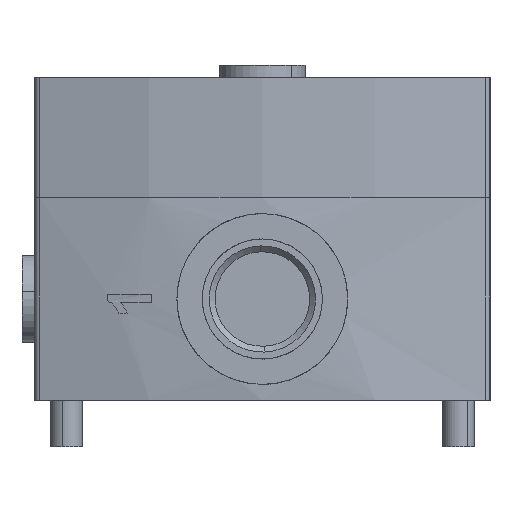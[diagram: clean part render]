
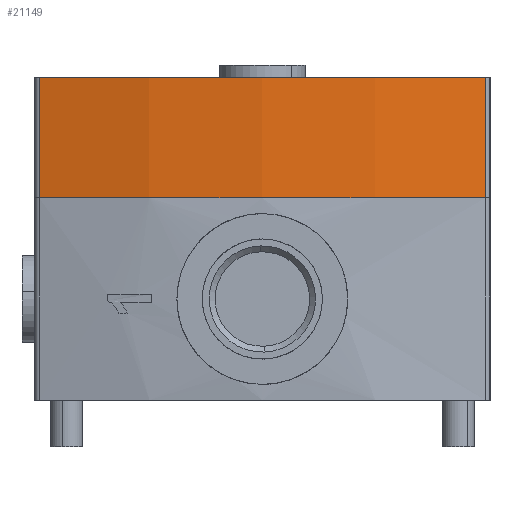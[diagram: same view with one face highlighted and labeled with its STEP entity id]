
A CAD part, left-side view. The second image highlights one B-rep face of the part: STEP entity #21149.
In plain terms, the highlighted cylindrical face has radius 120 mm (diameter 240 mm), a partial arc.
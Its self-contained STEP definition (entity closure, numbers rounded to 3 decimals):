
#28 = AXIS2_PLACEMENT_3D ( 'NONE', #17931, #26001, #6600 ) ;
#153 = CARTESIAN_POINT ( 'NONE',  ( -7.956, 35.294, -38.788 ) ) ;
#1288 = AXIS2_PLACEMENT_3D ( 'NONE', #2089, #10731, #27993 ) ;
#1354 = CARTESIAN_POINT ( 'NONE',  ( -7.956, -35.294, 32. ) ) ;
#1596 = DIRECTION ( 'NONE',  ( 0., 0., 1. ) ) ;
#2089 = CARTESIAN_POINT ( 'NONE',  ( 106.737, 0., 32. ) ) ;
#2378 = CARTESIAN_POINT ( 'NONE',  ( -7.956, -35.294, 51. ) ) ;
#2526 = ORIENTED_EDGE ( 'NONE', *, *, #25533, .T. ) ;
#2712 = VECTOR ( 'NONE', #27214, 1000. ) ;
#4152 = DIRECTION ( 'NONE',  ( 1., 0., 0. ) ) ;
#4471 = CYLINDRICAL_SURFACE ( 'NONE', #28, 120. ) ;
#5689 = LINE ( 'NONE', #7819, #2712 ) ;
#6594 = CIRCLE ( 'NONE', #15209, 120. ) ;
#6600 = DIRECTION ( 'NONE',  ( 1., 0., 0. ) ) ;
#6611 = EDGE_CURVE ( 'NONE', #18383, #20890, #6594, .T. ) ;
#7819 = CARTESIAN_POINT ( 'NONE',  ( -7.956, -35.294, -38.788 ) ) ;
#9436 = CIRCLE ( 'NONE', #1288, 120. ) ;
#10731 = DIRECTION ( 'NONE',  ( 0., 0., 1. ) ) ;
#11766 = VERTEX_POINT ( 'NONE', #1354 ) ;
#13548 = FACE_OUTER_BOUND ( 'NONE', #19696, .T. ) ;
#15209 = AXIS2_PLACEMENT_3D ( 'NONE', #23573, #1596, #4152 ) ;
#15451 = VERTEX_POINT ( 'NONE', #21096 ) ;
#15490 = VECTOR ( 'NONE', #17166, 1000. ) ;
#16639 = LINE ( 'NONE', #153, #15490 ) ;
#17166 = DIRECTION ( 'NONE',  ( 0., 0., 1. ) ) ;
#17931 = CARTESIAN_POINT ( 'NONE',  ( 106.737, 0., -38.788 ) ) ;
#18383 = VERTEX_POINT ( 'NONE', #24424 ) ;
#19483 = EDGE_CURVE ( 'NONE', #15451, #11766, #9436, .T. ) ;
#19696 = EDGE_LOOP ( 'NONE', ( #22316, #2526, #20093, #20014 ) ) ;
#20014 = ORIENTED_EDGE ( 'NONE', *, *, #26619, .F. ) ;
#20093 = ORIENTED_EDGE ( 'NONE', *, *, #6611, .F. ) ;
#20890 = VERTEX_POINT ( 'NONE', #2378 ) ;
#21096 = CARTESIAN_POINT ( 'NONE',  ( -7.956, 35.294, 32. ) ) ;
#21149 = ADVANCED_FACE ( 'NONE', ( #13548 ), #4471, .T. ) ;
#22316 = ORIENTED_EDGE ( 'NONE', *, *, #19483, .T. ) ;
#23573 = CARTESIAN_POINT ( 'NONE',  ( 106.737, 0., 51. ) ) ;
#24424 = CARTESIAN_POINT ( 'NONE',  ( -7.956, 35.294, 51. ) ) ;
#25533 = EDGE_CURVE ( 'NONE', #11766, #20890, #5689, .T. ) ;
#26001 = DIRECTION ( 'NONE',  ( 0., 0., -1. ) ) ;
#26619 = EDGE_CURVE ( 'NONE', #15451, #18383, #16639, .T. ) ;
#27214 = DIRECTION ( 'NONE',  ( 0., 0., 1. ) ) ;
#27993 = DIRECTION ( 'NONE',  ( -1., 0., 0. ) ) ;
